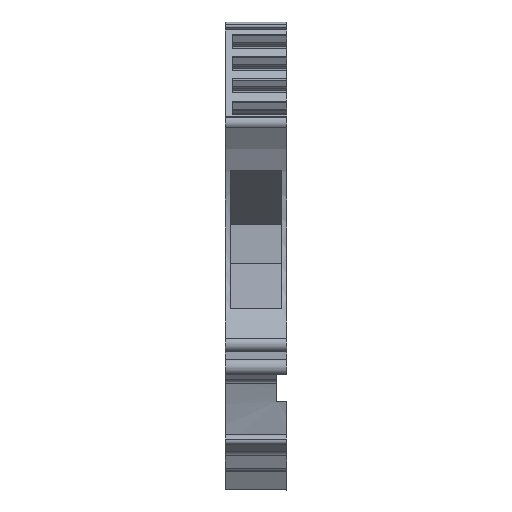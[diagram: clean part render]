
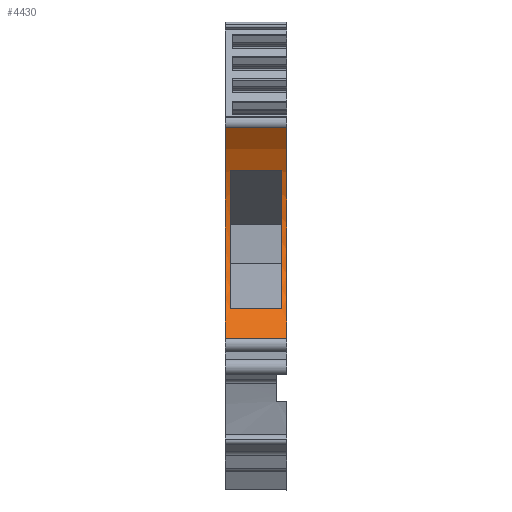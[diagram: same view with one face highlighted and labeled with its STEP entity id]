
A CAD part, front view. The second image highlights one B-rep face of the part: STEP entity #4430.
In plain terms, the highlighted cylindrical face has radius 15.05 mm (diameter 30.1 mm), a partial arc.
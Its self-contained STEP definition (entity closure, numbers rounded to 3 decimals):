
#639=AXIS2_PLACEMENT_3D('Circle Axis2P3D',#637,#638,$) ;
#3031=AXIS2_PLACEMENT_3D('Circle Axis2P3D',#3029,#3030,$) ;
#4383=AXIS2_PLACEMENT_3D('Cylinder Axis2P3D',#4380,#4381,#4382) ;
#4407=AXIS2_PLACEMENT_3D('Circle Axis2P3D',#4405,#4406,$) ;
#4421=AXIS2_PLACEMENT_3D('Circle Axis2P3D',#4419,#4420,$) ;
#634=CARTESIAN_POINT('Vertex',(0.,4.261,14.969)) ;
#637=CARTESIAN_POINT('Axis2P3D Location',(0.,-5.549,26.382)) ;
#641=CARTESIAN_POINT('Vertex',(0.,6.166,35.829)) ;
#3026=CARTESIAN_POINT('Vertex',(6.1,6.166,35.829)) ;
#3029=CARTESIAN_POINT('Axis2P3D Location',(6.1,-5.549,26.382)) ;
#3033=CARTESIAN_POINT('Vertex',(6.1,4.261,14.969)) ;
#4368=CARTESIAN_POINT('Line Origine',(3.05,4.261,14.969)) ;
#4380=CARTESIAN_POINT('Axis2P3D Location',(3.05,-5.549,26.382)) ;
#4385=CARTESIAN_POINT('Line Origine',(3.05,6.166,35.829)) ;
#4396=CARTESIAN_POINT('Line Origine',(3.05,6.877,17.891)) ;
#4400=CARTESIAN_POINT('Vertex',(5.6,6.877,17.891)) ;
#4402=CARTESIAN_POINT('Vertex',(0.5,6.877,17.891)) ;
#4405=CARTESIAN_POINT('Axis2P3D Location',(0.5,-5.549,26.382)) ;
#4409=CARTESIAN_POINT('Vertex',(0.5,8.593,31.529)) ;
#4412=CARTESIAN_POINT('Line Origine',(3.05,8.593,31.529)) ;
#4416=CARTESIAN_POINT('Vertex',(5.6,8.593,31.529)) ;
#4419=CARTESIAN_POINT('Axis2P3D Location',(5.6,-5.549,26.382)) ;
#638=DIRECTION('Axis2P3D Direction',(1.,0.,0.)) ;
#3030=DIRECTION('Axis2P3D Direction',(1.,0.,0.)) ;
#4369=DIRECTION('Vector Direction',(1.,0.,0.)) ;
#4381=DIRECTION('Axis2P3D Direction',(1.,0.,0.)) ;
#4382=DIRECTION('Axis2P3D XDirection',(0.,0.652,-0.758)) ;
#4386=DIRECTION('Vector Direction',(1.,0.,0.)) ;
#4397=DIRECTION('Vector Direction',(1.,0.,0.)) ;
#4406=DIRECTION('Axis2P3D Direction',(1.,0.,0.)) ;
#4413=DIRECTION('Vector Direction',(1.,0.,0.)) ;
#4420=DIRECTION('Axis2P3D Direction',(1.,0.,0.)) ;
#4370=VECTOR('Line Direction',#4369,1.) ;
#4387=VECTOR('Line Direction',#4386,1.) ;
#4398=VECTOR('Line Direction',#4397,1.) ;
#4414=VECTOR('Line Direction',#4413,1.) ;
#4391=ORIENTED_EDGE('',*,*,#4389,.T.) ;
#4392=ORIENTED_EDGE('',*,*,#643,.F.) ;
#4393=ORIENTED_EDGE('',*,*,#4372,.F.) ;
#4394=ORIENTED_EDGE('',*,*,#3035,.F.) ;
#4425=ORIENTED_EDGE('',*,*,#4404,.T.) ;
#4426=ORIENTED_EDGE('',*,*,#4411,.T.) ;
#4427=ORIENTED_EDGE('',*,*,#4418,.F.) ;
#4428=ORIENTED_EDGE('',*,*,#4423,.F.) ;
#4429=FACE_BOUND('',#4424,.T.) ;
#4430=ADVANCED_FACE('KLTR',(#4395,#4429),#4384,.F.) ;
#640=CIRCLE('generated circle',#639,15.05) ;
#3032=CIRCLE('generated circle',#3031,15.05) ;
#4408=CIRCLE('generated circle',#4407,15.05) ;
#4422=CIRCLE('generated circle',#4421,15.05) ;
#4384=CYLINDRICAL_SURFACE('generated cylinder',#4383,15.05) ;
#643=EDGE_CURVE('',#635,#642,#640,.T.) ;
#3035=EDGE_CURVE('',#3027,#3034,#3032,.F.) ;
#4372=EDGE_CURVE('',#3034,#635,#4371,.F.) ;
#4389=EDGE_CURVE('',#3027,#642,#4388,.F.) ;
#4404=EDGE_CURVE('',#4401,#4403,#4399,.F.) ;
#4411=EDGE_CURVE('',#4403,#4410,#4408,.T.) ;
#4418=EDGE_CURVE('',#4417,#4410,#4415,.F.) ;
#4423=EDGE_CURVE('',#4401,#4417,#4422,.T.) ;
#4390=EDGE_LOOP('',(#4391,#4392,#4393,#4394)) ;
#4424=EDGE_LOOP('',(#4425,#4426,#4427,#4428)) ;
#4395=FACE_OUTER_BOUND('',#4390,.T.) ;
#4371=LINE('Line',#4368,#4370) ;
#4388=LINE('Line',#4385,#4387) ;
#4399=LINE('Line',#4396,#4398) ;
#4415=LINE('Line',#4412,#4414) ;
#635=VERTEX_POINT('',#634) ;
#642=VERTEX_POINT('',#641) ;
#3027=VERTEX_POINT('',#3026) ;
#3034=VERTEX_POINT('',#3033) ;
#4401=VERTEX_POINT('',#4400) ;
#4403=VERTEX_POINT('',#4402) ;
#4410=VERTEX_POINT('',#4409) ;
#4417=VERTEX_POINT('',#4416) ;
